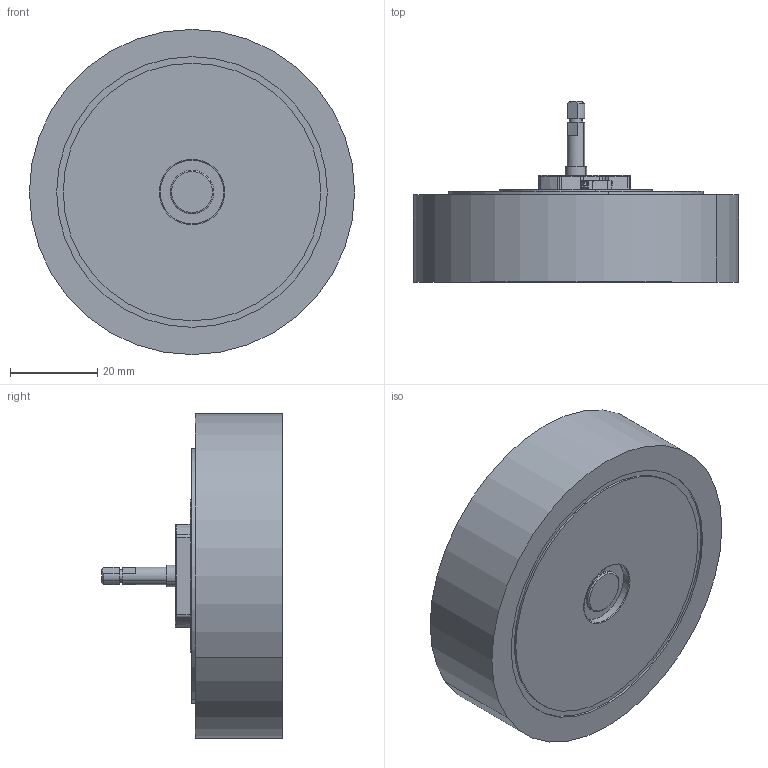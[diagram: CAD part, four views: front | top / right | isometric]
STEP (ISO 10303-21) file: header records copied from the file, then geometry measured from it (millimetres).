
FILE_DESCRIPTION (( 'STEP AP203' ), '1' );
FILE_NAME ('M0603B_xxx（通用带轮胎版本）外形图 20241022.STEP', '2024-10-22T11:07:50', ( '' ), ( '' ), 'SwSTEP 2.0', 'SolidWorks 2022', '' );
FILE_SCHEMA (( 'CONFIG_CONTROL_DESIGN' ));
Length unit declared in the file: millimetre
Products named in the file (1): M0603B_xxx（通用带轮胎版本）外形图 20241022
Bounding box: 74.5 x 41.4 x 74.5 mm (x, y, z)
Volume: 87181.1 mm3; surface area: 16624.9 mm2
Topology: 1 solids, 3 shells, 466 faces, 1258 edges, 822 vertices
Faces by surface type: plane 289, cylinder 125, torus 45, cone 7
Entity records: 14778 total; most frequent: CARTESIAN_POINT 2682, DIRECTION 2521, ORIENTED_EDGE 2516, EDGE_CURVE 1258, VECTOR 875, LINE 875, AXIS2_PLACEMENT_3D 823, VERTEX_POINT 822
